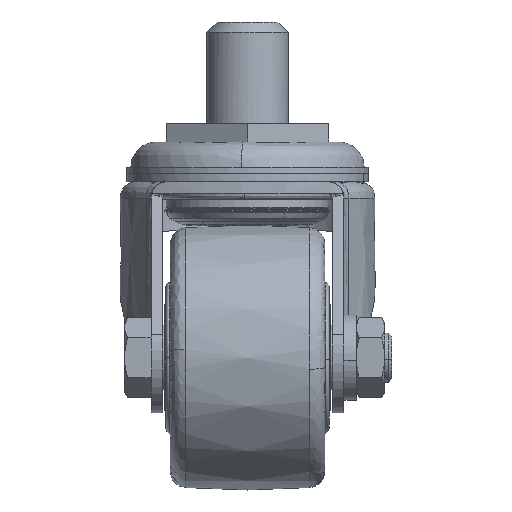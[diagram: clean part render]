
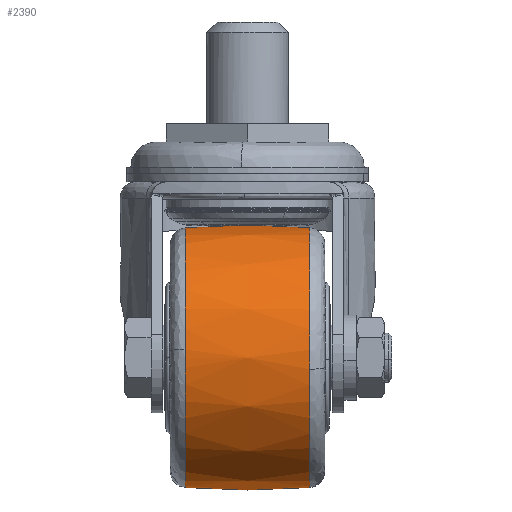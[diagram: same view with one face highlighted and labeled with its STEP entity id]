
A CAD part, left-side view. The second image highlights one B-rep face of the part: STEP entity #2390.
In plain terms, the highlighted free-form (B-spline) face has degree [2, 2] with [3, 7] control points.
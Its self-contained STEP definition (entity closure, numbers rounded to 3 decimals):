
#2102=CARTESIAN_POINT('',(-36.0,15.306,-84.914));
#2103=VERTEX_POINT('',#2102);
#2117=CARTESIAN_POINT('',(-67.85,15.306,-50.997));
#2118=VERTEX_POINT('',#2117);
#2119=CARTESIAN_POINT('',(-36.0,15.306,-84.914));
#2120=CARTESIAN_POINT('',(-67.913,15.306,-84.914));
#2121=CARTESIAN_POINT('',(-67.913,15.306,-53.));
#2122=CARTESIAN_POINT('',(-67.913,15.306,-51.998));
#2123=CARTESIAN_POINT('',(-67.85,15.306,-50.997));
#2131=(BOUNDED_CURVE()B_SPLINE_CURVE(2,(#2119,#2120,#2121,#2122,#2123),.UNSPECIFIED.,.F.,.U.)B_SPLINE_CURVE_WITH_KNOTS((3,2,3),(0.5,0.75,0.761),.UNSPECIFIED.)CURVE()GEOMETRIC_REPRESENTATION_ITEM()RATIONAL_B_SPLINE_CURVE((1.0,0.707,1.0,0.987,0.975))REPRESENTATION_ITEM(''));
#2132=EDGE_CURVE('',#2103,#2118,#2131,.T.);
#2194=CARTESIAN_POINT('',(-36.0,15.306,-21.087));
#2195=VERTEX_POINT('',#2194);
#2215=CARTESIAN_POINT('',(-67.85,15.306,-50.997));
#2216=CARTESIAN_POINT('',(-65.969,15.306,-21.087));
#2217=CARTESIAN_POINT('',(-36.0,15.306,-21.087));
#2225=(BOUNDED_CURVE()B_SPLINE_CURVE(2,(#2215,#2216,#2217),.UNSPECIFIED.,.F.,.U.)B_SPLINE_CURVE_WITH_KNOTS((3,3),(0.761,1.0),.UNSPECIFIED.)CURVE()GEOMETRIC_REPRESENTATION_ITEM()RATIONAL_B_SPLINE_CURVE((0.975,0.72,1.0))REPRESENTATION_ITEM(''));
#2226=EDGE_CURVE('',#2118,#2195,#2225,.T.);
#2260=CARTESIAN_POINT('',(-36.0,-15.306,-21.087));
#2261=VERTEX_POINT('',#2260);
#2262=CARTESIAN_POINT('',(-36.,15.306,-21.087));
#2263=CARTESIAN_POINT('',(-36.0,0.,-19.912));
#2264=CARTESIAN_POINT('',(-36.0,-15.306,-21.087));
#2272=(BOUNDED_CURVE()B_SPLINE_CURVE(2,(#2262,#2263,#2264),.UNSPECIFIED.,.F.,.U.)B_SPLINE_CURVE_WITH_KNOTS((3,3),(0.436,0.564),.UNSPECIFIED.)CURVE()GEOMETRIC_REPRESENTATION_ITEM()RATIONAL_B_SPLINE_CURVE((0.92,0.917,0.92))REPRESENTATION_ITEM(''));
#2273=EDGE_CURVE('',#2195,#2261,#2272,.T.);
#2290=CARTESIAN_POINT('',(-36.0,-15.306,-84.914));
#2291=VERTEX_POINT('',#2290);
#2307=CARTESIAN_POINT('',(-36.,15.306,-84.914));
#2308=CARTESIAN_POINT('',(-36.,0.,-86.089));
#2309=CARTESIAN_POINT('',(-36.,-15.306,-84.914));
#2317=(BOUNDED_CURVE()B_SPLINE_CURVE(2,(#2307,#2308,#2309),.UNSPECIFIED.,.F.,.U.)B_SPLINE_CURVE_WITH_KNOTS((3,3),(0.436,0.564),.UNSPECIFIED.)CURVE()GEOMETRIC_REPRESENTATION_ITEM()RATIONAL_B_SPLINE_CURVE((0.92,0.917,0.92))REPRESENTATION_ITEM(''));
#2318=EDGE_CURVE('',#2103,#2291,#2317,.T.);
#2325=CARTESIAN_POINT('',(-35.111,16.83,-84.791));
#2326=CARTESIAN_POINT('',(-35.072,0.,-86.212));
#2327=CARTESIAN_POINT('',(-35.111,-16.83,-84.791));
#2328=CARTESIAN_POINT('',(-35.553,16.83,-84.791));
#2329=CARTESIAN_POINT('',(-35.533,0.,-86.212));
#2330=CARTESIAN_POINT('',(-35.553,-16.83,-84.791));
#2331=CARTESIAN_POINT('',(-67.791,16.83,-84.791));
#2332=CARTESIAN_POINT('',(-69.212,0.,-86.212));
#2333=CARTESIAN_POINT('',(-67.791,-16.83,-84.791));
#2334=CARTESIAN_POINT('',(-67.791,16.83,-53.));
#2335=CARTESIAN_POINT('',(-69.212,0.,-53.));
#2336=CARTESIAN_POINT('',(-67.791,-16.83,-53.));
#2337=CARTESIAN_POINT('',(-67.791,16.83,-21.21));
#2338=CARTESIAN_POINT('',(-69.212,0.,-19.789));
#2339=CARTESIAN_POINT('',(-67.791,-16.83,-21.21));
#2340=CARTESIAN_POINT('',(-35.553,16.83,-21.21));
#2341=CARTESIAN_POINT('',(-35.533,0.,-19.789));
#2342=CARTESIAN_POINT('',(-35.553,-16.83,-21.21));
#2343=CARTESIAN_POINT('',(-35.111,16.83,-21.21));
#2344=CARTESIAN_POINT('',(-35.072,0.,-19.789));
#2345=CARTESIAN_POINT('',(-35.111,-16.83,-21.21));
#2353=(BOUNDED_SURFACE()B_SPLINE_SURFACE(2,2,((#2325,#2328,#2331,#2334,#2337,#2340,#2343),(#2326,#2329,#2332,#2335,#2338,#2341,#2344),(#2327,#2330,#2333,#2336,#2339,#2342,#2345)),.UNSPECIFIED.,.F.,.F.,.U.)B_SPLINE_SURFACE_WITH_KNOTS((3,3),(3,1,2,1,3),(0.0,33.72),(0.0,1.077,54.925,108.772,109.849),.UNSPECIFIED.)GEOMETRIC_REPRESENTATION_ITEM()RATIONAL_B_SPLINE_SURFACE(((0.931,0.926,0.651,0.92,0.651,0.926,0.931),(0.928,0.922,0.649,0.917,0.649,0.922,0.928),(0.931,0.926,0.651,0.92,0.651,0.926,0.931)))REPRESENTATION_ITEM('')SURFACE());
#2354=ORIENTED_EDGE('',*,*,#2273,.F.);
#2355=ORIENTED_EDGE('',*,*,#2226,.F.);
#2356=ORIENTED_EDGE('',*,*,#2132,.F.);
#2357=ORIENTED_EDGE('',*,*,#2318,.T.);
#2358=CARTESIAN_POINT('',(-67.79,-15.306,-55.804));
#2359=VERTEX_POINT('',#2358);
#2360=CARTESIAN_POINT('',(-36.0,-15.306,-84.914));
#2361=CARTESIAN_POINT('',(-65.223,-15.306,-84.914));
#2362=CARTESIAN_POINT('',(-67.79,-15.306,-55.804));
#2370=(BOUNDED_CURVE()B_SPLINE_CURVE(2,(#2360,#2361,#2362),.UNSPECIFIED.,.F.,.U.)B_SPLINE_CURVE_WITH_KNOTS((3,3),(0.5,0.735),.UNSPECIFIED.)CURVE()GEOMETRIC_REPRESENTATION_ITEM()RATIONAL_B_SPLINE_CURVE((1.0,0.725,0.966))REPRESENTATION_ITEM(''));
#2371=EDGE_CURVE('',#2291,#2359,#2370,.T.);
#2372=ORIENTED_EDGE('',*,*,#2371,.T.);
#2373=CARTESIAN_POINT('',(-67.79,-15.306,-55.804));
#2374=CARTESIAN_POINT('',(-67.913,-15.306,-54.405));
#2375=CARTESIAN_POINT('',(-67.913,-15.306,-53.));
#2376=CARTESIAN_POINT('',(-67.913,-15.306,-21.087));
#2377=CARTESIAN_POINT('',(-36.0,-15.306,-21.087));
#2385=(BOUNDED_CURVE()B_SPLINE_CURVE(2,(#2373,#2374,#2375,#2376,#2377),.UNSPECIFIED.,.F.,.U.)B_SPLINE_CURVE_WITH_KNOTS((3,2,3),(0.735,0.75,1.0),.UNSPECIFIED.)CURVE()GEOMETRIC_REPRESENTATION_ITEM()RATIONAL_B_SPLINE_CURVE((0.966,0.982,1.0,0.707,1.0))REPRESENTATION_ITEM(''));
#2386=EDGE_CURVE('',#2359,#2261,#2385,.T.);
#2387=ORIENTED_EDGE('',*,*,#2386,.T.);
#2388=EDGE_LOOP('',(#2354,#2355,#2356,#2357,#2372,#2387));
#2389=FACE_OUTER_BOUND('',#2388,.T.);
#2390=ADVANCED_FACE('',(#2389),#2353,.T.);
